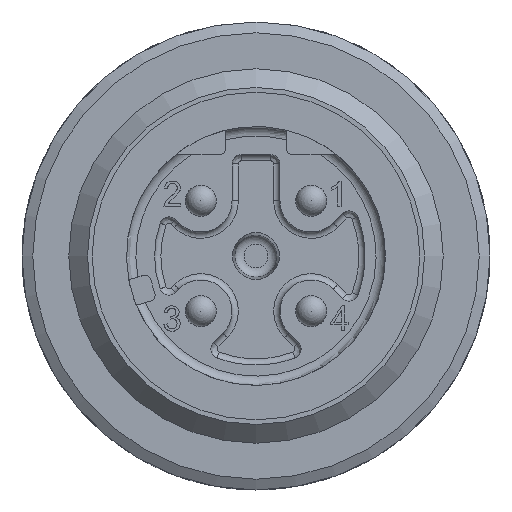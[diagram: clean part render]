
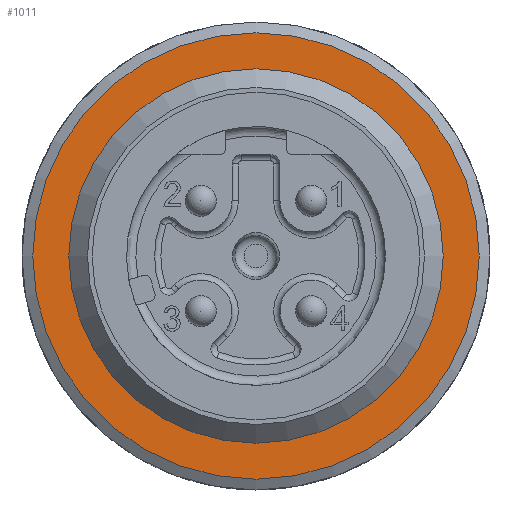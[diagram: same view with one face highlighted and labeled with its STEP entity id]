
A CAD part, left-side view. The second image highlights one B-rep face of the part: STEP entity #1011.
In plain terms, the highlighted planar face has unit normal (-1, 0, 0).
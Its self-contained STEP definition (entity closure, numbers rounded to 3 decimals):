
#1011=ADVANCED_FACE('',(#1302,#1303),#1189,.F.);
#1189=PLANE('',#3731);
#1302=FACE_BOUND('',#1443,.T.);
#1303=FACE_BOUND('',#1444,.T.);
#1443=EDGE_LOOP('',(#1883));
#1444=EDGE_LOOP('',(#1884));
#1883=ORIENTED_EDGE('',*,*,#3074,.F.);
#1884=ORIENTED_EDGE('',*,*,#3073,.T.);
#2698=VERTEX_POINT('',#5339);
#2699=VERTEX_POINT('',#5342);
#3073=EDGE_CURVE('',#2698,#2698,#3482,.T.);
#3074=EDGE_CURVE('',#2699,#2699,#3483,.T.);
#3482=CIRCLE('',#3728,7.154);
#3483=CIRCLE('',#3730,6.);
#3728=AXIS2_PLACEMENT_3D('',#5338,#4280,#4281);
#3730=AXIS2_PLACEMENT_3D('',#5341,#4284,#4285);
#3731=AXIS2_PLACEMENT_3D('',#5343,#4286,#4287);
#4280=DIRECTION('',(-1.,0.,0.));
#4281=DIRECTION('',(0.,-1.,0.));
#4284=DIRECTION('',(-1.,0.,0.));
#4285=DIRECTION('',(0.,-1.,0.));
#4286=DIRECTION('',(1.,0.,0.));
#4287=DIRECTION('',(0.,-1.,0.));
#5338=CARTESIAN_POINT('',(-21.75,0.,0.));
#5339=CARTESIAN_POINT('',(-21.75,-7.154,0.));
#5341=CARTESIAN_POINT('',(-21.75,0.,0.));
#5342=CARTESIAN_POINT('',(-21.75,-6.,0.));
#5343=CARTESIAN_POINT('',(-21.75,0.,7.154));
